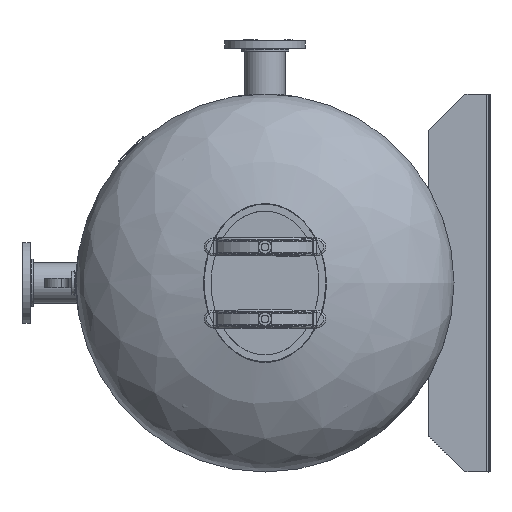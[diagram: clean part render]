
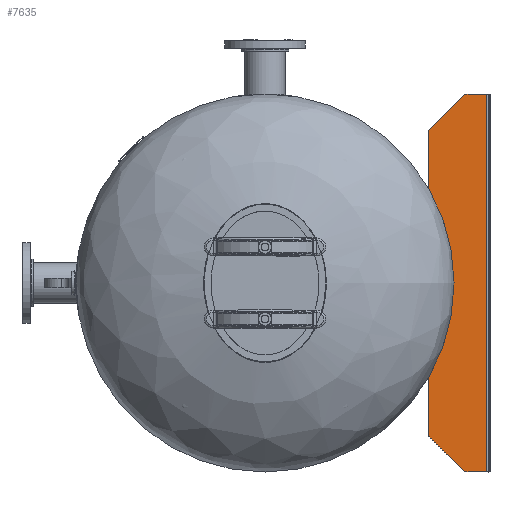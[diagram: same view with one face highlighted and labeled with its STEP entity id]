
A CAD part, left-side view. The second image highlights one B-rep face of the part: STEP entity #7635.
In plain terms, the highlighted face is planar.
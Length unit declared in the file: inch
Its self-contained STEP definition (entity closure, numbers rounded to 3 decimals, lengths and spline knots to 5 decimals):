
#529=CIRCLE('',#8228,21.);
#1206=LINE('',#13856,#1785);
#1209=LINE('',#13861,#1788);
#1214=LINE('',#13876,#1793);
#1221=LINE('',#13892,#1800);
#1222=LINE('',#13895,#1801);
#1223=LINE('',#13897,#1802);
#1224=LINE('',#13898,#1803);
#1785=VECTOR('',#9683,0.3937);
#1788=VECTOR('',#9688,0.3937);
#1793=VECTOR('',#9701,0.3937);
#1800=VECTOR('',#9716,0.3937);
#1801=VECTOR('',#9719,0.3937);
#1802=VECTOR('',#9720,0.3937);
#1803=VECTOR('',#9721,0.3937);
#2084=PLANE('',#8246);
#2573=FACE_OUTER_BOUND('',#3102,.T.);
#3102=EDGE_LOOP('',(#6434,#6435,#6436,#6437,#6438,#6439,#6440,#6441));
#3935=VERTEX_POINT('',#13805);
#3937=VERTEX_POINT('',#13808);
#3956=VERTEX_POINT('',#13855);
#3957=VERTEX_POINT('',#13859);
#3962=VERTEX_POINT('',#13873);
#3963=VERTEX_POINT('',#13875);
#3969=VERTEX_POINT('',#13894);
#3970=VERTEX_POINT('',#13896);
#4812=EDGE_CURVE('',#3937,#3935,#529,.T.);
#4835=EDGE_CURVE('',#3937,#3956,#1206,.T.);
#4838=EDGE_CURVE('',#3957,#3935,#1209,.T.);
#4845=EDGE_CURVE('',#3963,#3962,#1214,.T.);
#4854=EDGE_CURVE('',#3963,#3957,#1221,.T.);
#4855=EDGE_CURVE('',#3969,#3962,#1222,.T.);
#4856=EDGE_CURVE('',#3969,#3970,#1223,.T.);
#4857=EDGE_CURVE('',#3956,#3970,#1224,.T.);
#6434=ORIENTED_EDGE('',*,*,#4812,.T.);
#6435=ORIENTED_EDGE('',*,*,#4838,.F.);
#6436=ORIENTED_EDGE('',*,*,#4854,.F.);
#6437=ORIENTED_EDGE('',*,*,#4845,.T.);
#6438=ORIENTED_EDGE('',*,*,#4855,.F.);
#6439=ORIENTED_EDGE('',*,*,#4856,.T.);
#6440=ORIENTED_EDGE('',*,*,#4857,.F.);
#6441=ORIENTED_EDGE('',*,*,#4835,.F.);
#7635=ADVANCED_FACE('',(#2573),#2084,.T.);
#8228=AXIS2_PLACEMENT_3D('',#13809,#9646,#9647);
#8246=AXIS2_PLACEMENT_3D('',#13893,#9717,#9718);
#9646=DIRECTION('center_axis',(0.,1.,0.));
#9647=DIRECTION('ref_axis',(-1.,0.,0.));
#9683=DIRECTION('',(1.,0.,0.));
#9688=DIRECTION('',(1.,0.,0.));
#9701=DIRECTION('',(0.,0.,-1.));
#9716=DIRECTION('',(0.707,0.,0.707));
#9717=DIRECTION('center_axis',(0.,-1.,0.));
#9718=DIRECTION('ref_axis',(0.,0.,-1.));
#9719=DIRECTION('',(-1.,0.,0.));
#9720=DIRECTION('',(0.,0.,1.));
#9721=DIRECTION('',(0.707,0.,-0.707));
#13805=CARTESIAN_POINT('',(-10.46273,-2.,6.792));
#13808=CARTESIAN_POINT('',(10.46273,-2.,6.792));
#13809=CARTESIAN_POINT('Origin',(0.,-2.,25.));
#13855=CARTESIAN_POINT('',(17.,-2.,6.792));
#13856=CARTESIAN_POINT('',(-21.,-2.,6.792));
#13859=CARTESIAN_POINT('',(-17.,-2.,6.792));
#13861=CARTESIAN_POINT('',(-21.,-2.,6.792));
#13873=CARTESIAN_POINT('',(-21.,-2.,0.3586));
#13875=CARTESIAN_POINT('',(-21.,-2.,2.792));
#13876=CARTESIAN_POINT('',(-21.,-2.,6.792));
#13892=CARTESIAN_POINT('',(-20.698,-2.,3.094));
#13893=CARTESIAN_POINT('Origin',(-21.,-2.,0.));
#13894=CARTESIAN_POINT('',(21.,-2.,0.3586));
#13895=CARTESIAN_POINT('',(-21.,-2.,0.3586));
#13896=CARTESIAN_POINT('',(21.,-2.,2.792));
#13897=CARTESIAN_POINT('',(21.,-2.,6.792));
#13898=CARTESIAN_POINT('',(10.198,-2.,13.594));
